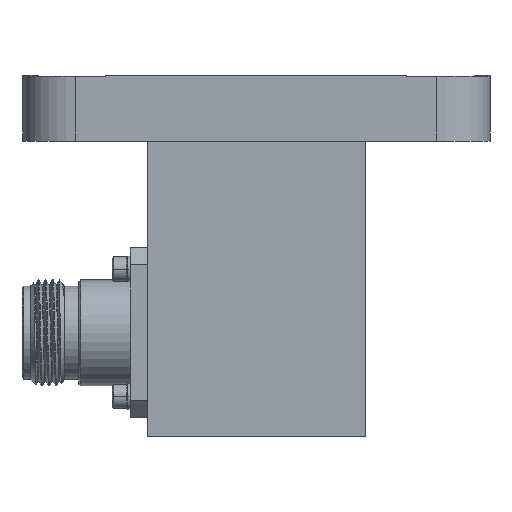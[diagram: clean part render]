
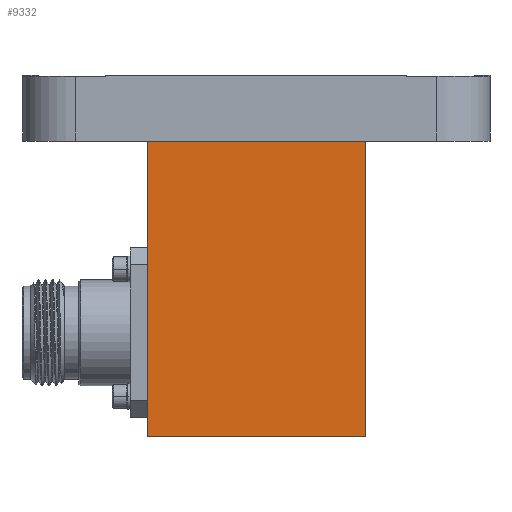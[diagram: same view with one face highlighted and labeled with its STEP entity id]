
A CAD part, left-side view. The second image highlights one B-rep face of the part: STEP entity #9332.
In plain terms, the highlighted planar face has unit normal (-1, 0, 0).
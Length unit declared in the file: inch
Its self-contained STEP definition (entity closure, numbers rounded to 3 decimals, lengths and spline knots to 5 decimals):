
#1125 = DIRECTION ( 'NONE',  ( -1., 0., 0. ) ) ;
#1229 = DIRECTION ( 'NONE',  ( 0., 0., 1. ) ) ;
#1332 = ORIENTED_EDGE ( 'NONE', *, *, #2589, .T. ) ;
#1333 = VECTOR ( 'NONE', #8543, 39.37008 ) ;
#1456 = LINE ( 'NONE', #9405, #1333 ) ;
#1825 = AXIS2_PLACEMENT_3D ( 'NONE', #9013, #1125, #4637 ) ;
#1970 = CARTESIAN_POINT ( 'NONE',  ( -1.21435, -0.64185, -2.12 ) ) ;
#1991 = FACE_OUTER_BOUND ( 'NONE', #2166, .T. ) ;
#2052 = VECTOR ( 'NONE', #8992, 39.37008 ) ;
#2166 = EDGE_LOOP ( 'NONE', ( #1332, #11093, #9005, #10478 ) ) ;
#2198 = LINE ( 'NONE', #8364, #6849 ) ;
#2589 = EDGE_CURVE ( 'NONE', #7728, #3425, #9860, .T. ) ;
#2883 = VERTEX_POINT ( 'NONE', #9503 ) ;
#3327 = CARTESIAN_POINT ( 'NONE',  ( -1.21435, 0., -0.38 ) ) ;
#3425 = VERTEX_POINT ( 'NONE', #5091 ) ;
#4222 = EDGE_CURVE ( 'NONE', #2883, #6617, #2198, .T. ) ;
#4465 = PLANE ( 'NONE',  #1825 ) ;
#4637 = DIRECTION ( 'NONE',  ( 0., 0., 1. ) ) ;
#5091 = CARTESIAN_POINT ( 'NONE',  ( -1.21435, -0.64185, -0.38 ) ) ;
#5222 = CARTESIAN_POINT ( 'NONE',  ( -1.21435, 0.64185, -0.38 ) ) ;
#6038 = EDGE_CURVE ( 'NONE', #3425, #6617, #7650, .T. ) ;
#6617 = VERTEX_POINT ( 'NONE', #5222 ) ;
#6849 = VECTOR ( 'NONE', #1229, 39.37008 ) ;
#7650 = LINE ( 'NONE', #3327, #9053 ) ;
#7728 = VERTEX_POINT ( 'NONE', #7990 ) ;
#7990 = CARTESIAN_POINT ( 'NONE',  ( -1.21435, -0.64185, -2.12 ) ) ;
#8364 = CARTESIAN_POINT ( 'NONE',  ( -1.21435, 0.64185, -2.12 ) ) ;
#8378 = EDGE_CURVE ( 'NONE', #2883, #7728, #1456, .T. ) ;
#8543 = DIRECTION ( 'NONE',  ( 0., -1., 0. ) ) ;
#8992 = DIRECTION ( 'NONE',  ( 0., 0., 1. ) ) ;
#9005 = ORIENTED_EDGE ( 'NONE', *, *, #4222, .F. ) ;
#9013 = CARTESIAN_POINT ( 'NONE',  ( -1.21435, -0.64185, -2.12 ) ) ;
#9053 = VECTOR ( 'NONE', #10297, 39.37008 ) ;
#9332 = ADVANCED_FACE ( 'NONE', ( #1991 ), #4465, .T. ) ;
#9405 = CARTESIAN_POINT ( 'NONE',  ( -1.21435, -0.64185, -2.12 ) ) ;
#9503 = CARTESIAN_POINT ( 'NONE',  ( -1.21435, 0.64185, -2.12 ) ) ;
#9860 = LINE ( 'NONE', #1970, #2052 ) ;
#10297 = DIRECTION ( 'NONE',  ( 0., 1., 0. ) ) ;
#10478 = ORIENTED_EDGE ( 'NONE', *, *, #8378, .T. ) ;
#11093 = ORIENTED_EDGE ( 'NONE', *, *, #6038, .T. ) ;
